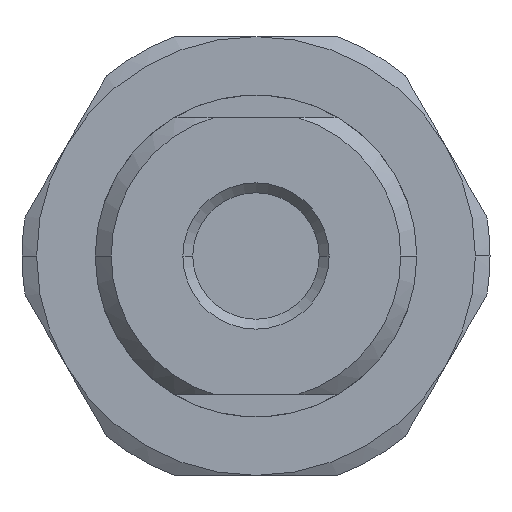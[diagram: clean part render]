
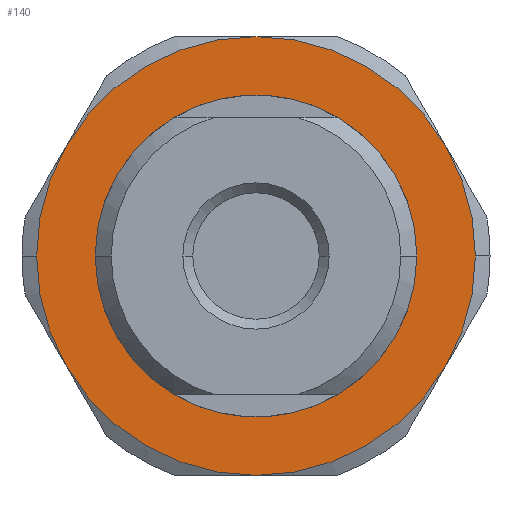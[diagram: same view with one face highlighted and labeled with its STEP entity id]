
A CAD part, front view. The second image highlights one B-rep face of the part: STEP entity #140.
In plain terms, the highlighted planar face has unit normal (0, -1, 0).
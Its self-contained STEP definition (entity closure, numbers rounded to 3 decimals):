
#140=ADVANCED_FACE('',(#317,#318),#319,.T.);
#317=FACE_OUTER_BOUND('',#575,.T.);
#318=FACE_BOUND('',#576,.T.);
#319=PLANE('',#577);
#575=EDGE_LOOP('',(#1095,#1096,#1097,#1098,#1099,#1100,#1101,#1102));
#576=EDGE_LOOP('',(#1103,#1104));
#577=AXIS2_PLACEMENT_3D('',#1105,#1106,#1107);
#1095=ORIENTED_EDGE('',*,*,#1800,.F.);
#1096=ORIENTED_EDGE('',*,*,#1801,.F.);
#1097=ORIENTED_EDGE('',*,*,#1802,.F.);
#1098=ORIENTED_EDGE('',*,*,#1803,.F.);
#1099=ORIENTED_EDGE('',*,*,#1705,.F.);
#1100=ORIENTED_EDGE('',*,*,#1804,.F.);
#1101=ORIENTED_EDGE('',*,*,#1805,.F.);
#1102=ORIENTED_EDGE('',*,*,#1699,.F.);
#1103=ORIENTED_EDGE('',*,*,#1689,.F.);
#1104=ORIENTED_EDGE('',*,*,#1806,.F.);
#1105=CARTESIAN_POINT('',(7.5,9.0,0.));
#1106=DIRECTION('',(0.,-1.0,0.));
#1107=DIRECTION('',(-1.0,0.,0.0));
#1689=EDGE_CURVE('',#1981,#1974,#1983,.T.);
#1699=EDGE_CURVE('',#2000,#2003,#2004,.T.);
#1705=EDGE_CURVE('',#2013,#2009,#2015,.T.);
#1800=EDGE_CURVE('',#2161,#2000,#2162,.T.);
#1801=EDGE_CURVE('',#2163,#2161,#2164,.T.);
#1802=EDGE_CURVE('',#2165,#2163,#2166,.T.);
#1803=EDGE_CURVE('',#2009,#2165,#2167,.T.);
#1804=EDGE_CURVE('',#2168,#2013,#2169,.T.);
#1805=EDGE_CURVE('',#2003,#2168,#2170,.T.);
#1806=EDGE_CURVE('',#1974,#1981,#2171,.T.);
#1974=VERTEX_POINT('',#2442);
#1981=VERTEX_POINT('',#2452);
#1983=CIRCLE('',#2455,11.0);
#2000=VERTEX_POINT('',#2496);
#2003=VERTEX_POINT('',#2500);
#2004=CIRCLE('',#2501,15.0);
#2009=VERTEX_POINT('',#2517);
#2013=VERTEX_POINT('',#2522);
#2015=CIRCLE('',#2535,15.0);
#2161=VERTEX_POINT('',#2973);
#2162=CIRCLE('',#2974,15.0);
#2163=VERTEX_POINT('',#2975);
#2164=CIRCLE('',#2976,15.0);
#2165=VERTEX_POINT('',#2977);
#2166=CIRCLE('',#2978,15.0);
#2167=CIRCLE('',#2979,15.0);
#2168=VERTEX_POINT('',#2980);
#2169=CIRCLE('',#2981,15.0);
#2170=CIRCLE('',#2982,15.0);
#2171=CIRCLE('',#2983,11.0);
#2442=CARTESIAN_POINT('',(11.0,9.0,0.));
#2452=CARTESIAN_POINT('',(-11.0,9.0,0.));
#2455=AXIS2_PLACEMENT_3D('',#3787,#3788,#3789);
#2496=CARTESIAN_POINT('',(15.0,9.0,0.));
#2500=CARTESIAN_POINT('',(12.99,9.0,-7.5));
#2501=AXIS2_PLACEMENT_3D('',#3805,#3806,#3807);
#2517=CARTESIAN_POINT('',(-15.0,9.0,0.));
#2522=CARTESIAN_POINT('',(-12.99,9.0,-7.5));
#2535=AXIS2_PLACEMENT_3D('',#3815,#3816,#3817);
#2973=CARTESIAN_POINT('',(12.99,9.0,7.5));
#2974=AXIS2_PLACEMENT_3D('',#3972,#3973,#3974);
#2975=CARTESIAN_POINT('',(0.,9.0,15.0));
#2976=AXIS2_PLACEMENT_3D('',#3975,#3976,#3977);
#2977=CARTESIAN_POINT('',(-12.99,9.0,7.5));
#2978=AXIS2_PLACEMENT_3D('',#3978,#3979,#3980);
#2979=AXIS2_PLACEMENT_3D('',#3981,#3982,#3983);
#2980=CARTESIAN_POINT('',(0.,9.0,-15.0));
#2981=AXIS2_PLACEMENT_3D('',#3984,#3985,#3986);
#2982=AXIS2_PLACEMENT_3D('',#3987,#3988,#3989);
#2983=AXIS2_PLACEMENT_3D('',#3990,#3991,#3992);
#3787=CARTESIAN_POINT('',(0.,9.0,0.));
#3788=DIRECTION('',(0.,-1.0,0.));
#3789=DIRECTION('',(1.0,0.,0.));
#3805=CARTESIAN_POINT('',(0.,9.0,0.));
#3806=DIRECTION('',(0.,1.0,0.));
#3807=DIRECTION('',(1.0,0.,0.0));
#3815=CARTESIAN_POINT('',(0.,9.0,0.));
#3816=DIRECTION('',(0.,1.0,0.));
#3817=DIRECTION('',(1.0,0.,0.0));
#3972=CARTESIAN_POINT('',(0.,9.0,0.));
#3973=DIRECTION('',(0.,1.0,0.));
#3974=DIRECTION('',(1.0,0.,0.0));
#3975=CARTESIAN_POINT('',(0.,9.0,0.));
#3976=DIRECTION('',(0.,1.0,0.));
#3977=DIRECTION('',(1.0,0.,0.0));
#3978=CARTESIAN_POINT('',(0.,9.0,0.));
#3979=DIRECTION('',(0.,1.0,0.));
#3980=DIRECTION('',(1.0,0.,0.0));
#3981=CARTESIAN_POINT('',(0.,9.0,0.));
#3982=DIRECTION('',(0.,1.0,0.));
#3983=DIRECTION('',(1.0,0.,0.0));
#3984=CARTESIAN_POINT('',(0.,9.0,0.));
#3985=DIRECTION('',(0.,1.0,0.));
#3986=DIRECTION('',(1.0,0.,0.0));
#3987=CARTESIAN_POINT('',(0.,9.0,0.));
#3988=DIRECTION('',(0.,1.0,0.));
#3989=DIRECTION('',(1.0,0.,0.0));
#3990=CARTESIAN_POINT('',(0.,9.0,0.));
#3991=DIRECTION('',(0.,-1.0,0.));
#3992=DIRECTION('',(1.0,0.,0.));
